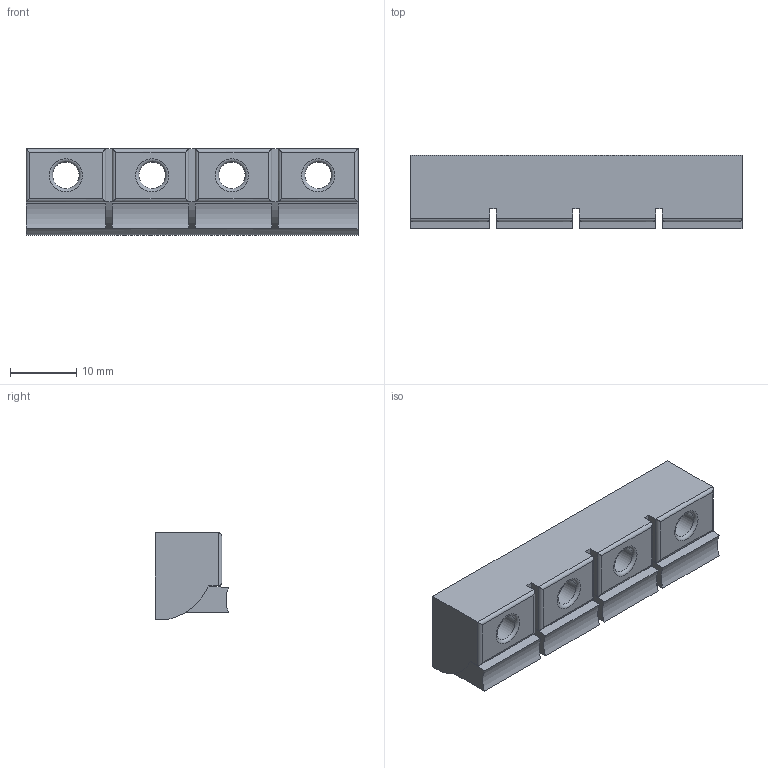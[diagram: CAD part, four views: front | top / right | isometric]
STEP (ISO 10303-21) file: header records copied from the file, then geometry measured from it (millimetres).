
FILE_DESCRIPTION(('FreeCAD Model'),'2;1');
FILE_NAME('Terminal_4-fach.step','2021-01-17T02:43:22',('Author'),(''), 'Open CASCADE STEP processor 6.8','FreeCAD','Unknown');
FILE_SCHEMA(('AUTOMOTIVE_DESIGN_CC2 { 1 2 10303 214 -1 1 5 4 }'));
Length unit declared in the file: millimetre
Products named in the file (1): Terminal_4-fach
Bounding box: 50 x 11 x 13 mm (x, y, z)
Volume: 5695.2 mm3; surface area: 3319.6 mm2
Topology: 1 solids, 1 shells, 67 faces, 153 edges, 88 vertices
Faces by surface type: plane 38, cylinder 25, torus 4
Full cylindrical faces by diameter (mm): 4 x4
Entity records: 4591 total; most frequent: CARTESIAN_POINT 1035, DIRECTION 579, LINE 341, VECTOR 341, ORIENTED_EDGE 306, PCURVE 306, DEFINITIONAL_REPRESENTATION 306, EDGE_CURVE 153
